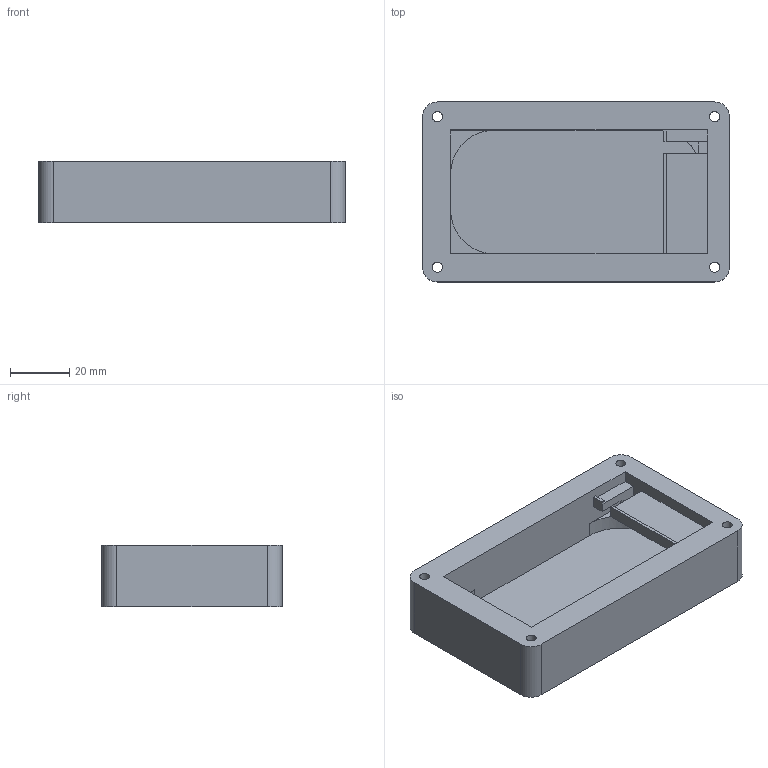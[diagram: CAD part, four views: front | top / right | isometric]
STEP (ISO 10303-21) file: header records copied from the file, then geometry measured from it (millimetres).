
FILE_DESCRIPTION(/* description */ (''),/* implementation_level */ '2;1');
FILE_NAME(/* name */ 'Bottom.step',/* time_stamp */ '2025-06-30T21:18:54+10:00',/* author */ (''),/* organization */ (''),/* preprocessor_version */ 'ST-DEVELOPER v20.1',/* originating_system */ 'Autodesk Translation Framework v14.10.0.0',/* authorisation */ '');
FILE_SCHEMA (('AUTOMOTIVE_DESIGN { 1 0 10303 214 3 1 1 }'));
Length unit declared in the file: millimetre
Products named in the file (1): Hackpad Case
Bounding box: 104 x 61 x 21 mm (x, y, z)
Volume: 69409.1 mm3; surface area: 26027 mm2
Topology: 1 solids, 1 shells, 289 faces, 788 edges, 525 vertices
Faces by surface type: plane 177, bspline 95, cylinder 17
Full cylindrical faces by diameter (mm): 3.4 x4, 6 x4
Entity records: 9985 total; most frequent: CARTESIAN_POINT 3220, ORIENTED_EDGE 1578, DIRECTION 1028, EDGE_CURVE 789, LINE 560, VECTOR 560, VERTEX_POINT 526, EDGE_LOOP 323
